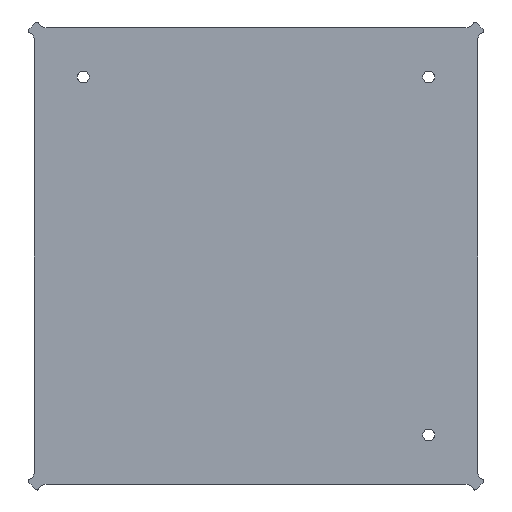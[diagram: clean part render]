
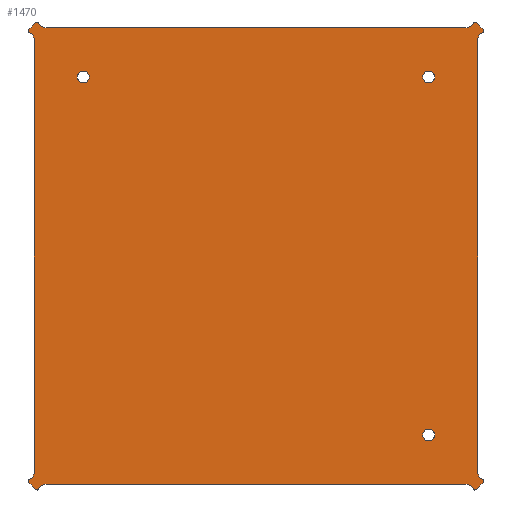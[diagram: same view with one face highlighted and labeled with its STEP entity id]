
A CAD part, front view. The second image highlights one B-rep face of the part: STEP entity #1470.
In plain terms, the highlighted planar face has unit normal (0, -1, 0).
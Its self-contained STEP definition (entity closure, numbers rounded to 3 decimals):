
#70=FACE_BOUND('',#310,.T.);
#71=FACE_BOUND('',#311,.T.);
#72=FACE_BOUND('',#312,.T.);
#136=CIRCLE('',#1623,0.5);
#137=CIRCLE('',#1625,2.);
#138=CIRCLE('',#1627,0.5);
#139=CIRCLE('',#1628,2.);
#140=CIRCLE('',#1629,2.);
#141=CIRCLE('',#1630,0.5);
#142=CIRCLE('',#1631,0.5);
#143=CIRCLE('',#1632,2.);
#144=CIRCLE('',#1633,2.);
#145=CIRCLE('',#1634,0.5);
#146=CIRCLE('',#1635,0.5);
#147=CIRCLE('',#1636,2.);
#148=CIRCLE('',#1637,2.);
#149=CIRCLE('',#1638,0.5);
#150=CIRCLE('',#1639,0.5);
#151=CIRCLE('',#1640,2.);
#152=CIRCLE('',#1641,1.5);
#153=CIRCLE('',#1642,1.5);
#154=CIRCLE('',#1643,1.5);
#224=FACE_OUTER_BOUND('',#309,.T.);
#309=EDGE_LOOP('',(#1229,#1230,#1231,#1232,#1233,#1234,#1235,#1236,#1237,
#1238,#1239,#1240,#1241,#1242,#1243,#1244,#1245,#1246,#1247,#1248,#1249,
#1250,#1251,#1252));
#310=EDGE_LOOP('',(#1253));
#311=EDGE_LOOP('',(#1254));
#312=EDGE_LOOP('',(#1255));
#429=LINE('',#2608,#551);
#434=LINE('',#2622,#556);
#435=LINE('',#2631,#557);
#436=LINE('',#2637,#558);
#437=LINE('',#2643,#559);
#438=LINE('',#2649,#560);
#439=LINE('',#2655,#561);
#440=LINE('',#2660,#562);
#551=VECTOR('',#1973,10.);
#556=VECTOR('',#1988,10.);
#557=VECTOR('',#1997,10.);
#558=VECTOR('',#2002,10.);
#559=VECTOR('',#2007,10.);
#560=VECTOR('',#2012,10.);
#561=VECTOR('',#2017,10.);
#562=VECTOR('',#2022,10.);
#698=VERTEX_POINT('',#2605);
#699=VERTEX_POINT('',#2607);
#700=VERTEX_POINT('',#2611);
#701=VERTEX_POINT('',#2613);
#702=VERTEX_POINT('',#2617);
#703=VERTEX_POINT('',#2621);
#704=VERTEX_POINT('',#2623);
#705=VERTEX_POINT('',#2626);
#706=VERTEX_POINT('',#2628);
#707=VERTEX_POINT('',#2630);
#708=VERTEX_POINT('',#2632);
#709=VERTEX_POINT('',#2634);
#710=VERTEX_POINT('',#2636);
#711=VERTEX_POINT('',#2638);
#712=VERTEX_POINT('',#2640);
#713=VERTEX_POINT('',#2642);
#714=VERTEX_POINT('',#2644);
#715=VERTEX_POINT('',#2646);
#716=VERTEX_POINT('',#2648);
#717=VERTEX_POINT('',#2650);
#718=VERTEX_POINT('',#2652);
#719=VERTEX_POINT('',#2654);
#720=VERTEX_POINT('',#2656);
#721=VERTEX_POINT('',#2658);
#722=VERTEX_POINT('',#2661);
#723=VERTEX_POINT('',#2663);
#724=VERTEX_POINT('',#2665);
#887=EDGE_CURVE('',#699,#698,#429,.T.);
#890=EDGE_CURVE('',#700,#701,#136,.T.);
#892=EDGE_CURVE('',#701,#702,#137,.T.);
#894=EDGE_CURVE('',#703,#700,#434,.T.);
#895=EDGE_CURVE('',#704,#703,#138,.T.);
#896=EDGE_CURVE('',#699,#704,#139,.T.);
#897=EDGE_CURVE('',#705,#698,#140,.T.);
#898=EDGE_CURVE('',#706,#705,#141,.T.);
#899=EDGE_CURVE('',#707,#706,#435,.T.);
#900=EDGE_CURVE('',#708,#707,#142,.T.);
#901=EDGE_CURVE('',#709,#708,#143,.T.);
#902=EDGE_CURVE('',#709,#710,#436,.T.);
#903=EDGE_CURVE('',#711,#710,#144,.T.);
#904=EDGE_CURVE('',#712,#711,#145,.T.);
#905=EDGE_CURVE('',#713,#712,#437,.T.);
#906=EDGE_CURVE('',#714,#713,#146,.T.);
#907=EDGE_CURVE('',#715,#714,#147,.T.);
#908=EDGE_CURVE('',#715,#716,#438,.T.);
#909=EDGE_CURVE('',#717,#716,#148,.T.);
#910=EDGE_CURVE('',#718,#717,#149,.T.);
#911=EDGE_CURVE('',#719,#718,#439,.T.);
#912=EDGE_CURVE('',#720,#719,#150,.T.);
#913=EDGE_CURVE('',#721,#720,#151,.T.);
#914=EDGE_CURVE('',#721,#702,#440,.T.);
#915=EDGE_CURVE('',#722,#722,#152,.T.);
#916=EDGE_CURVE('',#723,#723,#153,.T.);
#917=EDGE_CURVE('',#724,#724,#154,.T.);
#1229=ORIENTED_EDGE('',*,*,#890,.F.);
#1230=ORIENTED_EDGE('',*,*,#894,.F.);
#1231=ORIENTED_EDGE('',*,*,#895,.F.);
#1232=ORIENTED_EDGE('',*,*,#896,.F.);
#1233=ORIENTED_EDGE('',*,*,#887,.T.);
#1234=ORIENTED_EDGE('',*,*,#897,.F.);
#1235=ORIENTED_EDGE('',*,*,#898,.F.);
#1236=ORIENTED_EDGE('',*,*,#899,.F.);
#1237=ORIENTED_EDGE('',*,*,#900,.F.);
#1238=ORIENTED_EDGE('',*,*,#901,.F.);
#1239=ORIENTED_EDGE('',*,*,#902,.T.);
#1240=ORIENTED_EDGE('',*,*,#903,.F.);
#1241=ORIENTED_EDGE('',*,*,#904,.F.);
#1242=ORIENTED_EDGE('',*,*,#905,.F.);
#1243=ORIENTED_EDGE('',*,*,#906,.F.);
#1244=ORIENTED_EDGE('',*,*,#907,.F.);
#1245=ORIENTED_EDGE('',*,*,#908,.T.);
#1246=ORIENTED_EDGE('',*,*,#909,.F.);
#1247=ORIENTED_EDGE('',*,*,#910,.F.);
#1248=ORIENTED_EDGE('',*,*,#911,.F.);
#1249=ORIENTED_EDGE('',*,*,#912,.F.);
#1250=ORIENTED_EDGE('',*,*,#913,.F.);
#1251=ORIENTED_EDGE('',*,*,#914,.T.);
#1252=ORIENTED_EDGE('',*,*,#892,.F.);
#1253=ORIENTED_EDGE('',*,*,#915,.T.);
#1254=ORIENTED_EDGE('',*,*,#916,.T.);
#1255=ORIENTED_EDGE('',*,*,#917,.T.);
#1406=PLANE('',#1626);
#1470=ADVANCED_FACE('',(#224,#70,#71,#72),#1406,.F.);
#1623=AXIS2_PLACEMENT_3D('',#2614,#1978,#1979);
#1625=AXIS2_PLACEMENT_3D('',#2618,#1983,#1984);
#1626=AXIS2_PLACEMENT_3D('',#2620,#1986,#1987);
#1627=AXIS2_PLACEMENT_3D('',#2624,#1989,#1990);
#1628=AXIS2_PLACEMENT_3D('',#2625,#1991,#1992);
#1629=AXIS2_PLACEMENT_3D('',#2627,#1993,#1994);
#1630=AXIS2_PLACEMENT_3D('',#2629,#1995,#1996);
#1631=AXIS2_PLACEMENT_3D('',#2633,#1998,#1999);
#1632=AXIS2_PLACEMENT_3D('',#2635,#2000,#2001);
#1633=AXIS2_PLACEMENT_3D('',#2639,#2003,#2004);
#1634=AXIS2_PLACEMENT_3D('',#2641,#2005,#2006);
#1635=AXIS2_PLACEMENT_3D('',#2645,#2008,#2009);
#1636=AXIS2_PLACEMENT_3D('',#2647,#2010,#2011);
#1637=AXIS2_PLACEMENT_3D('',#2651,#2013,#2014);
#1638=AXIS2_PLACEMENT_3D('',#2653,#2015,#2016);
#1639=AXIS2_PLACEMENT_3D('',#2657,#2018,#2019);
#1640=AXIS2_PLACEMENT_3D('',#2659,#2020,#2021);
#1641=AXIS2_PLACEMENT_3D('',#2662,#2023,#2024);
#1642=AXIS2_PLACEMENT_3D('',#2664,#2025,#2026);
#1643=AXIS2_PLACEMENT_3D('',#2666,#2027,#2028);
#1973=DIRECTION('',(0.,0.,-1.));
#1978=DIRECTION('center_axis',(0.,1.,0.));
#1979=DIRECTION('ref_axis',(0.186,0.,0.983));
#1983=DIRECTION('center_axis',(0.,-1.,0.));
#1984=DIRECTION('ref_axis',(-0.707,0.,-0.707));
#1986=DIRECTION('center_axis',(0.,1.,0.));
#1987=DIRECTION('ref_axis',(1.,0.,0.));
#1988=DIRECTION('',(0.707,0.,0.707));
#1989=DIRECTION('center_axis',(0.,1.,0.));
#1990=DIRECTION('ref_axis',(-0.983,0.,-0.186));
#1991=DIRECTION('center_axis',(0.,-1.,0.));
#1992=DIRECTION('ref_axis',(0.707,0.,0.707));
#1993=DIRECTION('center_axis',(0.,-1.,0.));
#1994=DIRECTION('ref_axis',(0.707,0.,-0.707));
#1995=DIRECTION('center_axis',(0.,1.,0.));
#1996=DIRECTION('ref_axis',(-0.983,0.,0.186));
#1997=DIRECTION('',(-0.707,0.,0.707));
#1998=DIRECTION('center_axis',(0.,1.,0.));
#1999=DIRECTION('ref_axis',(0.186,0.,-0.983));
#2000=DIRECTION('center_axis',(0.,-1.,0.));
#2001=DIRECTION('ref_axis',(-0.707,0.,0.707));
#2002=DIRECTION('',(1.,0.,0.));
#2003=DIRECTION('center_axis',(0.,-1.,0.));
#2004=DIRECTION('ref_axis',(0.707,0.,0.707));
#2005=DIRECTION('center_axis',(0.,1.,0.));
#2006=DIRECTION('ref_axis',(-0.186,0.,-0.983));
#2007=DIRECTION('',(-0.707,0.,-0.707));
#2008=DIRECTION('center_axis',(0.,1.,0.));
#2009=DIRECTION('ref_axis',(0.983,0.,0.186));
#2010=DIRECTION('center_axis',(0.,-1.,0.));
#2011=DIRECTION('ref_axis',(-0.707,0.,-0.707));
#2012=DIRECTION('',(0.,0.,1.));
#2013=DIRECTION('center_axis',(0.,-1.,0.));
#2014=DIRECTION('ref_axis',(-0.707,0.,0.707));
#2015=DIRECTION('center_axis',(0.,1.,0.));
#2016=DIRECTION('ref_axis',(0.983,0.,-0.186));
#2017=DIRECTION('',(0.707,0.,-0.707));
#2018=DIRECTION('center_axis',(0.,1.,0.));
#2019=DIRECTION('ref_axis',(-0.186,0.,0.983));
#2020=DIRECTION('center_axis',(0.,-1.,0.));
#2021=DIRECTION('ref_axis',(0.707,0.,-0.707));
#2022=DIRECTION('',(-1.,0.,0.));
#2023=DIRECTION('center_axis',(0.,1.,0.));
#2024=DIRECTION('ref_axis',(1.,0.,0.));
#2025=DIRECTION('center_axis',(0.,1.,0.));
#2026=DIRECTION('ref_axis',(1.,0.,0.));
#2027=DIRECTION('center_axis',(0.,1.,0.));
#2028=DIRECTION('ref_axis',(1.,0.,0.));
#2605=CARTESIAN_POINT('',(-107.494,-5.795,-84.5));
#2607=CARTESIAN_POINT('',(-107.494,-5.795,25.195));
#2608=CARTESIAN_POINT('',(-107.494,-5.795,0.271));
#2611=CARTESIAN_POINT('',(-107.14,-5.795,29.549));
#2613=CARTESIAN_POINT('',(-106.328,-5.795,29.395));
#2614=CARTESIAN_POINT('Origin',(-106.786,-5.795,29.196));
#2617=CARTESIAN_POINT('',(-104.494,-5.795,28.195));
#2618=CARTESIAN_POINT('Origin',(-104.494,-5.795,30.195));
#2620=CARTESIAN_POINT('Origin',(-51.234,-5.795,-29.653));
#2621=CARTESIAN_POINT('',(-108.849,-5.795,27.84));
#2622=CARTESIAN_POINT('',(-108.391,-5.795,28.298));
#2623=CARTESIAN_POINT('',(-108.695,-5.795,27.028));
#2624=CARTESIAN_POINT('Origin',(-108.496,-5.795,27.486));
#2625=CARTESIAN_POINT('Origin',(-109.494,-5.795,25.195));
#2626=CARTESIAN_POINT('',(-108.695,-5.795,-86.334));
#2627=CARTESIAN_POINT('Origin',(-109.494,-5.795,-84.5));
#2628=CARTESIAN_POINT('',(-108.849,-5.795,-87.146));
#2629=CARTESIAN_POINT('Origin',(-108.496,-5.795,-86.792));
#2630=CARTESIAN_POINT('',(-107.14,-5.795,-88.855));
#2631=CARTESIAN_POINT('',(-108.391,-5.795,-87.604));
#2632=CARTESIAN_POINT('',(-106.328,-5.795,-88.701));
#2633=CARTESIAN_POINT('Origin',(-106.786,-5.795,-88.502));
#2634=CARTESIAN_POINT('',(-104.494,-5.795,-87.5));
#2635=CARTESIAN_POINT('Origin',(-104.494,-5.795,-89.5));
#2636=CARTESIAN_POINT('',(2.026,-5.795,-87.5));
#2637=CARTESIAN_POINT('',(-80.364,-5.795,-87.5));
#2638=CARTESIAN_POINT('',(3.859,-5.795,-88.701));
#2639=CARTESIAN_POINT('Origin',(2.026,-5.795,-89.5));
#2640=CARTESIAN_POINT('',(4.671,-5.795,-88.855));
#2641=CARTESIAN_POINT('Origin',(4.317,-5.795,-88.502));
#2642=CARTESIAN_POINT('',(6.38,-5.795,-87.146));
#2643=CARTESIAN_POINT('',(5.922,-5.795,-87.604));
#2644=CARTESIAN_POINT('',(6.226,-5.795,-86.334));
#2645=CARTESIAN_POINT('Origin',(6.027,-5.795,-86.792));
#2646=CARTESIAN_POINT('',(5.026,-5.795,-84.5));
#2647=CARTESIAN_POINT('Origin',(7.026,-5.795,-84.5));
#2648=CARTESIAN_POINT('',(5.026,-5.795,25.195));
#2649=CARTESIAN_POINT('',(5.026,-5.795,-59.577));
#2650=CARTESIAN_POINT('',(6.226,-5.795,27.028));
#2651=CARTESIAN_POINT('Origin',(7.026,-5.795,25.195));
#2652=CARTESIAN_POINT('',(6.38,-5.795,27.84));
#2653=CARTESIAN_POINT('Origin',(6.027,-5.795,27.486));
#2654=CARTESIAN_POINT('',(4.671,-5.795,29.549));
#2655=CARTESIAN_POINT('',(5.922,-5.795,28.298));
#2656=CARTESIAN_POINT('',(3.859,-5.795,29.395));
#2657=CARTESIAN_POINT('Origin',(4.317,-5.795,29.196));
#2658=CARTESIAN_POINT('',(2.026,-5.795,28.195));
#2659=CARTESIAN_POINT('Origin',(2.026,-5.795,30.195));
#2660=CARTESIAN_POINT('',(-22.104,-5.795,28.195));
#2661=CARTESIAN_POINT('',(-8.919,-5.795,15.75));
#2662=CARTESIAN_POINT('Origin',(-7.419,-5.795,15.75));
#2663=CARTESIAN_POINT('',(-8.919,-5.795,-75.055));
#2664=CARTESIAN_POINT('Origin',(-7.419,-5.795,-75.055));
#2665=CARTESIAN_POINT('',(-96.549,-5.795,15.75));
#2666=CARTESIAN_POINT('Origin',(-95.049,-5.795,15.75));
